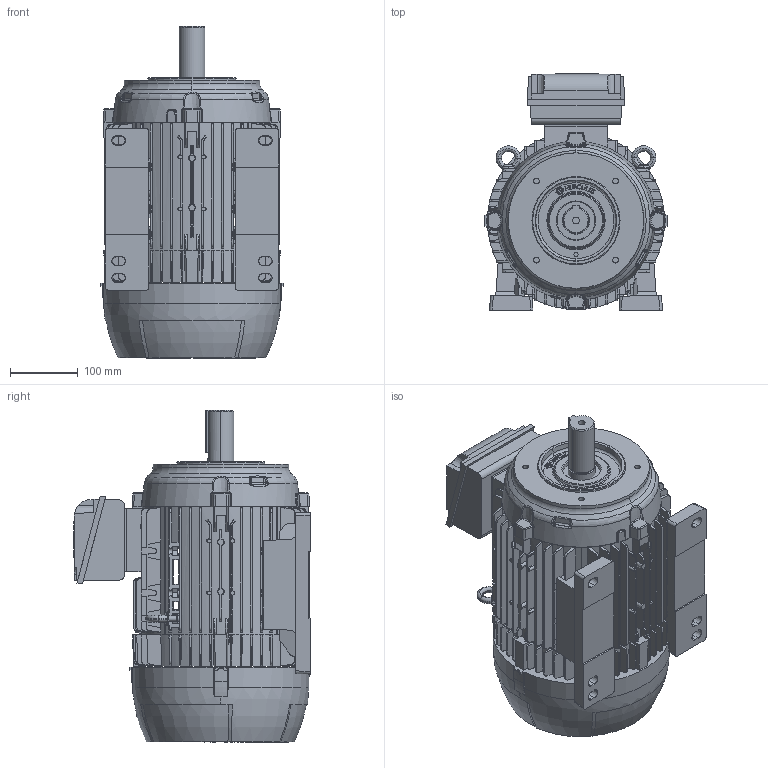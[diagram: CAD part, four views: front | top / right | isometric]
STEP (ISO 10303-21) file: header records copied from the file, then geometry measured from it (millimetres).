
FILE_DESCRIPTION (( 'STEP AP203' ), '1' );
FILE_NAME ('132ML_CP_DI_TOP.STEP', '2022-07-27T12:18:14', ( '' ), ( '' ), 'SwSTEP 2.0', 'SolidWorks 2020', '' );
FILE_SCHEMA (( 'CONFIG_CONTROL_DESIGN' ));
Products named in the file (1): 132ML_CP_DI_TOP
Bounding box: 269.8 x 349.14 x 490 mm (x, y, z)
Surface area: 941989.5 mm2 (no closed solid volume)
Topology: 0 solids, 18 shells, 2054 faces, 6128 edges, 4103 vertices
Faces by surface type: plane 1169, cone 367, bspline 275, cylinder 155, torus 81, sphere 7
Entity records: 80813 total; most frequent: CARTESIAN_POINT 30423, ORIENTED_EDGE 11153, DIRECTION 8868, EDGE_CURVE 6128, VERTEX_POINT 4103, VECTOR 3036, LINE 3036, AXIS2_PLACEMENT_3D 2916
